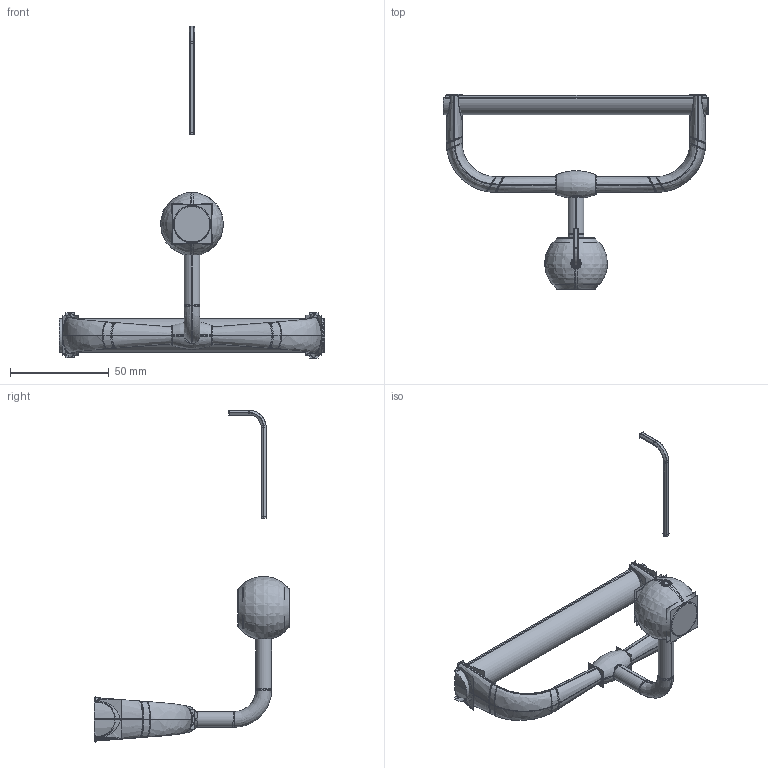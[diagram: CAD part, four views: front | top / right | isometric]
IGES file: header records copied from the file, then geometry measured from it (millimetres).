
Start section:  PTC IGES file: v24-sl8924-00_asm.igs
Global section: file name: v24-sl8924-00_asm.igs; native system: Creo Elements/Pro by Parametric Technology Corporation; preprocessor: 2011080; author: Administrator; organization: Unknown; date: 20150112.135907; units: millimetre
Bounding box: 134.34 x 98.9 x 167.76 mm (x, y, z)
Surface area: 44019.8 mm2 (no closed solid volume)
Topology: 0 solids, 0 shells, 328 faces, 4102 edges, 5320 vertices
Faces by surface type: bspline 212, revolution 108, extrusion 8
